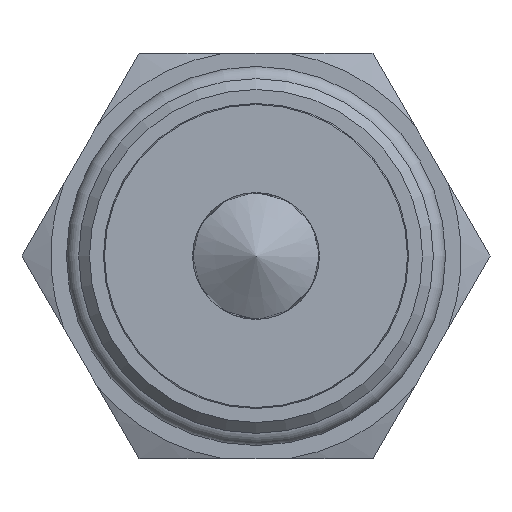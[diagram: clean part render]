
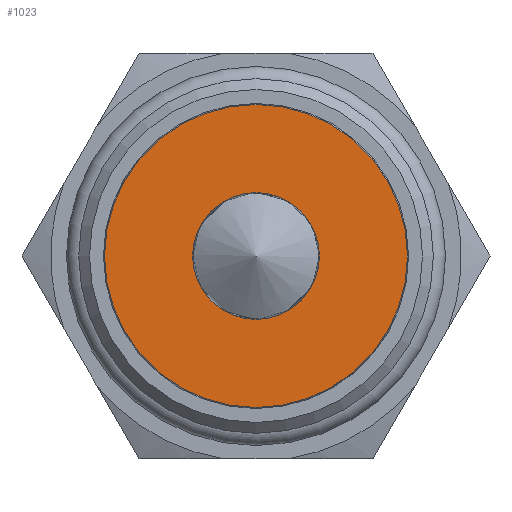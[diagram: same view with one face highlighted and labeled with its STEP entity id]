
A CAD part, left-side view. The second image highlights one B-rep face of the part: STEP entity #1023.
In plain terms, the highlighted planar face has unit normal (-1, 0, 0).
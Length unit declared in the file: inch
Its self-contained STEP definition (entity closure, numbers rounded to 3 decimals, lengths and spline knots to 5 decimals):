
#884=CARTESIAN_POINT('',(-3.,-0.2345,0.));
#885=VERTEX_POINT('',#884);
#886=CARTESIAN_POINT('',(-3.,0.0,0.0));
#887=DIRECTION('',(1.0,0.0,0.0));
#888=DIRECTION('',(0.0,1.0,0.0));
#889=AXIS2_PLACEMENT_3D('',#886,#887,#888);
#890=CIRCLE('',#889,0.2345);
#891=EDGE_CURVE('',#885,#885,#890,.T.);
#1004=CARTESIAN_POINT('',(-3.,0.28025,0.0));
#1005=DIRECTION('',(-1.0,0.0,0.0));
#1006=DIRECTION('',(0.0,0.0,1.0));
#1007=AXIS2_PLACEMENT_3D('',#1004,#1005,#1006);
#1008=PLANE('',#1007);
#1009=CARTESIAN_POINT('',(-3.0,0.5605,0.0));
#1010=VERTEX_POINT('',#1009);
#1011=CARTESIAN_POINT('',(-3.0,0.0,0.0));
#1012=DIRECTION('',(1.0,0.0,0.0));
#1013=DIRECTION('',(0.0,1.0,0.0));
#1014=AXIS2_PLACEMENT_3D('',#1011,#1012,#1013);
#1015=CIRCLE('',#1014,0.5605);
#1016=EDGE_CURVE('',#1010,#1010,#1015,.T.);
#1017=ORIENTED_EDGE('',*,*,#1016,.F.);
#1018=EDGE_LOOP('',(#1017));
#1019=FACE_OUTER_BOUND('',#1018,.T.);
#1020=ORIENTED_EDGE('',*,*,#891,.T.);
#1021=EDGE_LOOP('',(#1020));
#1022=FACE_BOUND('',#1021,.T.);
#1023=ADVANCED_FACE('',(#1019,#1022),#1008,.T.);
